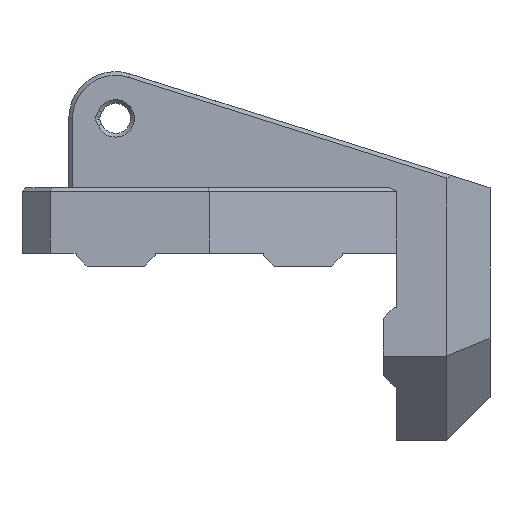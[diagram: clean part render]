
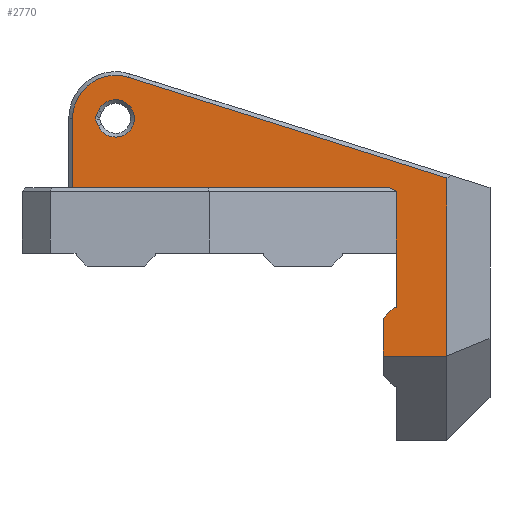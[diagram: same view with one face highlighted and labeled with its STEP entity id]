
A CAD part, left-side view. The second image highlights one B-rep face of the part: STEP entity #2770.
In plain terms, the highlighted planar face has unit normal (-1, 0, 0).
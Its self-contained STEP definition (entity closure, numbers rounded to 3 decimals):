
#46=FACE_BOUND('',#377,.T.);
#76=CIRCLE('',#2930,4.6);
#83=CIRCLE('',#2966,2.);
#205=FACE_OUTER_BOUND('',#376,.T.);
#376=EDGE_LOOP('',(#2297,#2298,#2299,#2300,#2301,#2302,#2303,#2304,#2305,
#2306,#2307,#2308));
#377=EDGE_LOOP('',(#2309,#2310,#2311,#2312));
#448=LINE('',#3804,#796);
#504=LINE('',#3930,#852);
#590=LINE('',#4122,#938);
#611=LINE('',#4162,#959);
#661=LINE('',#4273,#1009);
#665=LINE('',#4282,#1013);
#666=LINE('',#4285,#1014);
#707=LINE('',#4383,#1055);
#708=LINE('',#4385,#1056);
#709=LINE('',#4387,#1057);
#710=LINE('',#4388,#1058);
#711=LINE('',#4391,#1059);
#712=LINE('',#4395,#1060);
#713=LINE('',#4396,#1061);
#796=VECTOR('',#3060,10.);
#852=VECTOR('',#3146,10.);
#938=VECTOR('',#3324,10.);
#959=VECTOR('',#3359,10.);
#1009=VECTOR('',#3455,10.);
#1013=VECTOR('',#3465,10.);
#1014=VECTOR('',#3468,10.);
#1055=VECTOR('',#3575,10.);
#1056=VECTOR('',#3576,10.);
#1057=VECTOR('',#3577,10.);
#1058=VECTOR('',#3578,10.);
#1059=VECTOR('',#3579,10.);
#1060=VECTOR('',#3582,10.);
#1061=VECTOR('',#3583,10.);
#1139=VERTEX_POINT('',#3800);
#1141=VERTEX_POINT('',#3803);
#1195=VERTEX_POINT('',#3927);
#1196=VERTEX_POINT('',#3929);
#1256=VERTEX_POINT('',#4120);
#1306=VERTEX_POINT('',#4272);
#1307=VERTEX_POINT('',#4276);
#1308=VERTEX_POINT('',#4280);
#1309=VERTEX_POINT('',#4284);
#1333=VERTEX_POINT('',#4382);
#1334=VERTEX_POINT('',#4384);
#1335=VERTEX_POINT('',#4386);
#1336=VERTEX_POINT('',#4389);
#1337=VERTEX_POINT('',#4390);
#1338=VERTEX_POINT('',#4392);
#1339=VERTEX_POINT('',#4394);
#1390=EDGE_CURVE('',#1139,#1141,#448,.T.);
#1452=EDGE_CURVE('',#1196,#1195,#504,.T.);
#1549=EDGE_CURVE('',#1256,#1139,#590,.F.);
#1570=EDGE_CURVE('',#1196,#1256,#611,.T.);
#1626=EDGE_CURVE('',#1141,#1306,#661,.T.);
#1628=EDGE_CURVE('',#1306,#1307,#76,.T.);
#1631=EDGE_CURVE('',#1307,#1308,#665,.T.);
#1632=EDGE_CURVE('',#1308,#1309,#666,.T.);
#1679=EDGE_CURVE('',#1333,#1195,#707,.T.);
#1680=EDGE_CURVE('',#1334,#1333,#708,.T.);
#1681=EDGE_CURVE('',#1335,#1334,#709,.T.);
#1682=EDGE_CURVE('',#1309,#1335,#710,.T.);
#1683=EDGE_CURVE('',#1336,#1337,#711,.T.);
#1684=EDGE_CURVE('',#1338,#1336,#83,.T.);
#1685=EDGE_CURVE('',#1339,#1338,#712,.T.);
#1686=EDGE_CURVE('',#1337,#1339,#713,.T.);
#2297=ORIENTED_EDGE('',*,*,#1626,.F.);
#2298=ORIENTED_EDGE('',*,*,#1390,.F.);
#2299=ORIENTED_EDGE('',*,*,#1549,.F.);
#2300=ORIENTED_EDGE('',*,*,#1570,.F.);
#2301=ORIENTED_EDGE('',*,*,#1452,.T.);
#2302=ORIENTED_EDGE('',*,*,#1679,.F.);
#2303=ORIENTED_EDGE('',*,*,#1680,.F.);
#2304=ORIENTED_EDGE('',*,*,#1681,.F.);
#2305=ORIENTED_EDGE('',*,*,#1682,.F.);
#2306=ORIENTED_EDGE('',*,*,#1632,.F.);
#2307=ORIENTED_EDGE('',*,*,#1631,.F.);
#2308=ORIENTED_EDGE('',*,*,#1628,.F.);
#2309=ORIENTED_EDGE('',*,*,#1683,.F.);
#2310=ORIENTED_EDGE('',*,*,#1684,.F.);
#2311=ORIENTED_EDGE('',*,*,#1685,.F.);
#2312=ORIENTED_EDGE('',*,*,#1686,.F.);
#2624=PLANE('',#2965);
#2770=ADVANCED_FACE('',(#205,#46),#2624,.T.);
#2930=AXIS2_PLACEMENT_3D('',#4277,#3459,#3460);
#2965=AXIS2_PLACEMENT_3D('',#4381,#3573,#3574);
#2966=AXIS2_PLACEMENT_3D('',#4393,#3580,#3581);
#3060=DIRECTION('',(0.,1.,0.));
#3146=DIRECTION('',(0.,0.,-1.));
#3324=DIRECTION('',(0.,-0.884,-0.468));
#3359=DIRECTION('',(0.,0.,1.));
#3455=DIRECTION('',(0.,0.,1.));
#3459=DIRECTION('center_axis',(1.,0.,0.));
#3460=DIRECTION('ref_axis',(0.,0.707,0.707));
#3465=DIRECTION('',(0.,-0.953,-0.301));
#3468=DIRECTION('',(0.,0.,-1.));
#3573=DIRECTION('center_axis',(-1.,0.,0.));
#3574=DIRECTION('ref_axis',(0.,1.,0.));
#3575=DIRECTION('',(0.,-1.,0.));
#3576=DIRECTION('',(0.,-0.707,0.707));
#3577=DIRECTION('',(0.,0.,1.));
#3578=DIRECTION('',(0.,1.,0.));
#3579=DIRECTION('',(0.,0.397,-0.918));
#3580=DIRECTION('center_axis',(-1.,0.,0.));
#3581=DIRECTION('ref_axis',(0.,0.,1.));
#3582=DIRECTION('',(0.,-0.397,-0.918));
#3583=DIRECTION('',(0.,0.,-1.));
#3800=CARTESIAN_POINT('',(-18.5,-19.245,7.));
#3803=CARTESIAN_POINT('',(-18.5,14.6,7.));
#3804=CARTESIAN_POINT('',(-18.5,7.5,7.));
#3927=CARTESIAN_POINT('',(-18.5,-20.,-5.775));
#3929=CARTESIAN_POINT('',(-18.5,-20.,0.));
#3930=CARTESIAN_POINT('',(-18.5,-20.,7.));
#4120=CARTESIAN_POINT('',(-18.5,-20.,6.6));
#4122=CARTESIAN_POINT('',(-18.5,-18.65,7.315));
#4162=CARTESIAN_POINT('',(-18.5,-20.,3.5));
#4272=CARTESIAN_POINT('',(-18.5,14.6,14.4));
#4273=CARTESIAN_POINT('',(-18.5,14.6,7.));
#4276=CARTESIAN_POINT('',(-18.5,8.614,18.786));
#4277=CARTESIAN_POINT('Origin',(-18.5,10.,14.4));
#4280=CARTESIAN_POINT('',(-18.5,-25.4,8.035));
#4282=CARTESIAN_POINT('',(-18.5,-10.633,12.702));
#4284=CARTESIAN_POINT('',(-18.5,-25.4,-11.));
#4285=CARTESIAN_POINT('',(-18.5,-25.4,7.));
#4381=CARTESIAN_POINT('Origin',(-18.5,-30.,7.));
#4382=CARTESIAN_POINT('',(-18.5,-19.775,-5.775));
#4383=CARTESIAN_POINT('',(-18.5,-19.65,-5.775));
#4384=CARTESIAN_POINT('',(-18.5,-18.6,-6.95));
#4385=CARTESIAN_POINT('',(-18.5,-18.6,-6.95));
#4386=CARTESIAN_POINT('',(-18.5,-18.6,-11.));
#4387=CARTESIAN_POINT('',(-18.5,-18.6,-8.475));
#4388=CARTESIAN_POINT('',(-18.5,-27.5,-11.));
#4389=CARTESIAN_POINT('',(-18.5,11.836,15.194));
#4390=CARTESIAN_POINT('',(-18.5,12.1,14.583));
#4391=CARTESIAN_POINT('',(-18.5,10.032,19.364));
#4392=CARTESIAN_POINT('',(-18.5,11.836,13.606));
#4393=CARTESIAN_POINT('Origin',(-18.5,10.,14.4));
#4394=CARTESIAN_POINT('',(-18.5,12.1,14.217));
#4395=CARTESIAN_POINT('',(-18.5,7.451,3.469));
#4396=CARTESIAN_POINT('',(-18.5,12.1,10.75));
